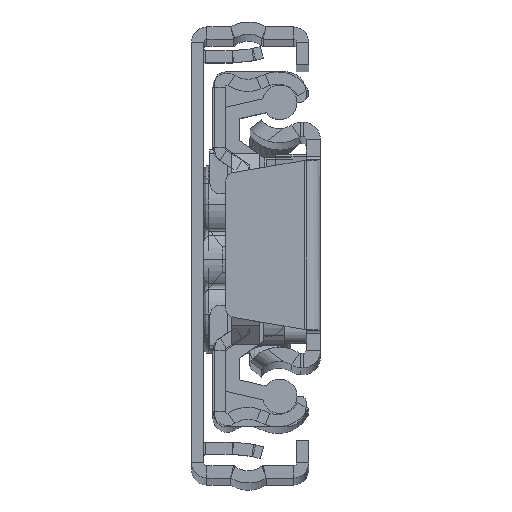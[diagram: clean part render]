
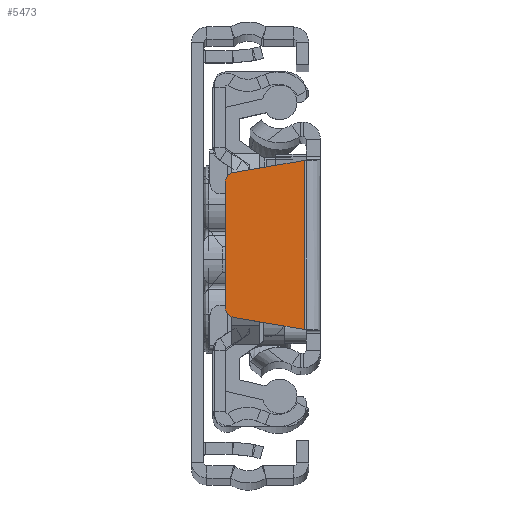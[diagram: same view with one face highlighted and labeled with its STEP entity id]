
A CAD part, top view. The second image highlights one B-rep face of the part: STEP entity #5473.
In plain terms, the highlighted planar face has unit normal (0, 0, 1).
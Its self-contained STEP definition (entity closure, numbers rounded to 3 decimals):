
#357 = ORIENTED_EDGE ( 'NONE', *, *, #2431, .F. ) ;
#364 = CARTESIAN_POINT ( 'NONE',  ( -8.4, -6.156, 0. ) ) ;
#596 = DIRECTION ( 'NONE',  ( 0., -1., 0. ) ) ;
#1163 = VECTOR ( 'NONE', #17874, 1000. ) ;
#1986 = VERTEX_POINT ( 'NONE', #18687 ) ;
#2365 = AXIS2_PLACEMENT_3D ( 'NONE', #14149, #7461, #4053 ) ;
#2431 = EDGE_CURVE ( 'NONE', #21102, #3769, #5085, .T. ) ;
#2691 = LINE ( 'NONE', #11027, #8828 ) ;
#3185 = ORIENTED_EDGE ( 'NONE', *, *, #9503, .F. ) ;
#3769 = VERTEX_POINT ( 'NONE', #8055 ) ;
#3788 = CARTESIAN_POINT ( 'NONE',  ( -8.568, 7.142, 0. ) ) ;
#4053 = DIRECTION ( 'NONE',  ( -1., 0., 0. ) ) ;
#4587 = AXIS2_PLACEMENT_3D ( 'NONE', #20087, #11986, #17246 ) ;
#4796 = VECTOR ( 'NONE', #596, 1000. ) ;
#5085 = CIRCLE ( 'NONE', #10668, 1. ) ;
#5122 = VERTEX_POINT ( 'NONE', #3788 ) ;
#5473 = ADVANCED_FACE ( 'NONE', ( #8792 ), #15158, .F. ) ;
#7106 = CARTESIAN_POINT ( 'NONE',  ( -9.4, 6.156, 0. ) ) ;
#7461 = DIRECTION ( 'NONE',  ( 0., 0., -1. ) ) ;
#8055 = CARTESIAN_POINT ( 'NONE',  ( -9.4, -6.156, 0. ) ) ;
#8072 = EDGE_CURVE ( 'NONE', #20642, #21102, #2691, .T. ) ;
#8792 = FACE_OUTER_BOUND ( 'NONE', #10993, .T. ) ;
#8828 = VECTOR ( 'NONE', #12439, 1000. ) ;
#9067 = VECTOR ( 'NONE', #17200, 1000. ) ;
#9503 = EDGE_CURVE ( 'NONE', #1986, #20642, #19001, .T. ) ;
#9979 = EDGE_CURVE ( 'NONE', #12656, #5122, #13196, .T. ) ;
#10540 = CARTESIAN_POINT ( 'NONE',  ( -1.6, -8.333, 0. ) ) ;
#10668 = AXIS2_PLACEMENT_3D ( 'NONE', #364, #15244, #12073 ) ;
#10993 = EDGE_LOOP ( 'NONE', ( #3185, #13546, #14550, #13350, #357, #17603 ) ) ;
#11027 = CARTESIAN_POINT ( 'NONE',  ( -8.568, -7.142, 0. ) ) ;
#11986 = DIRECTION ( 'NONE',  ( 0., 0., -1. ) ) ;
#12073 = DIRECTION ( 'NONE',  ( -1., 0., 0. ) ) ;
#12439 = DIRECTION ( 'NONE',  ( -0.986, 0.168, 0. ) ) ;
#12656 = VERTEX_POINT ( 'NONE', #18071 ) ;
#13196 = CIRCLE ( 'NONE', #2365, 1. ) ;
#13350 = ORIENTED_EDGE ( 'NONE', *, *, #13946, .F. ) ;
#13546 = ORIENTED_EDGE ( 'NONE', *, *, #18618, .F. ) ;
#13701 = CARTESIAN_POINT ( 'NONE',  ( -8.568, -7.142, 0. ) ) ;
#13946 = EDGE_CURVE ( 'NONE', #3769, #12656, #17075, .T. ) ;
#14149 = CARTESIAN_POINT ( 'NONE',  ( -8.4, 6.156, 0. ) ) ;
#14550 = ORIENTED_EDGE ( 'NONE', *, *, #9979, .F. ) ;
#14566 = CARTESIAN_POINT ( 'NONE',  ( -1.5, 8.35, 0. ) ) ;
#15158 = PLANE ( 'NONE',  #4587 ) ;
#15244 = DIRECTION ( 'NONE',  ( 0., 0., -1. ) ) ;
#15593 = CARTESIAN_POINT ( 'NONE',  ( -1.6, -8.333, 0. ) ) ;
#17075 = LINE ( 'NONE', #7106, #9067 ) ;
#17200 = DIRECTION ( 'NONE',  ( 0., 1., 0. ) ) ;
#17246 = DIRECTION ( 'NONE',  ( -1., 0., 0. ) ) ;
#17603 = ORIENTED_EDGE ( 'NONE', *, *, #8072, .F. ) ;
#17874 = DIRECTION ( 'NONE',  ( 0.986, 0.168, 0. ) ) ;
#18071 = CARTESIAN_POINT ( 'NONE',  ( -9.4, 6.156, 0. ) ) ;
#18618 = EDGE_CURVE ( 'NONE', #5122, #1986, #19820, .T. ) ;
#18687 = CARTESIAN_POINT ( 'NONE',  ( -1.6, 8.333, 0. ) ) ;
#19001 = LINE ( 'NONE', #15593, #4796 ) ;
#19820 = LINE ( 'NONE', #14566, #1163 ) ;
#20087 = CARTESIAN_POINT ( 'NONE',  ( -8.4, 6.156, 0. ) ) ;
#20642 = VERTEX_POINT ( 'NONE', #10540 ) ;
#21102 = VERTEX_POINT ( 'NONE', #13701 ) ;
